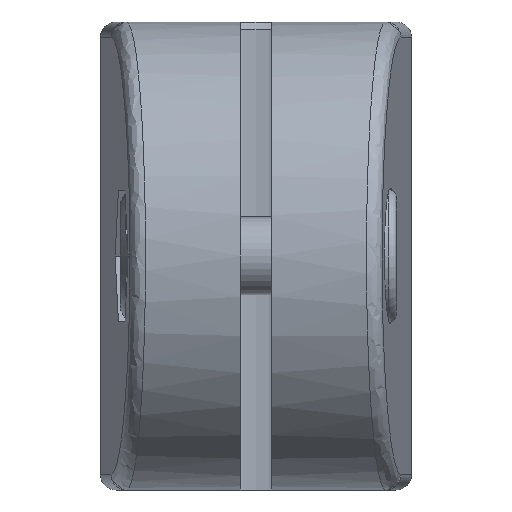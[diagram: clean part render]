
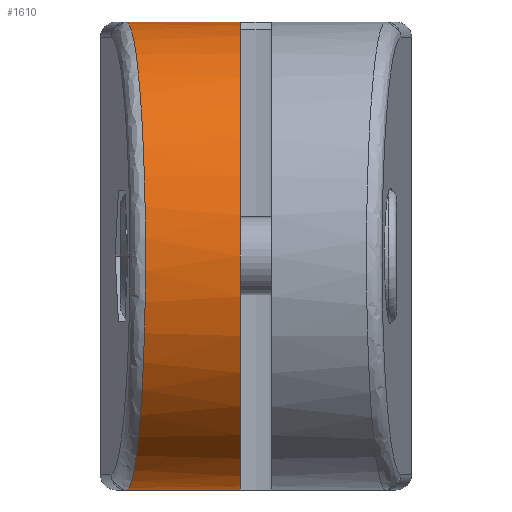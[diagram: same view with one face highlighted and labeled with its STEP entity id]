
A CAD part, front view. The second image highlights one B-rep face of the part: STEP entity #1610.
In plain terms, the highlighted cylindrical face has radius 15 mm (diameter 30 mm), a partial arc.
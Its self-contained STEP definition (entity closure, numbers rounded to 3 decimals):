
#26=CYLINDRICAL_SURFACE($,#1749,15.);
#56=ELLIPSE($,#1727,15.049,15.);
#121=LINE($,#2398,#229);
#144=LINE($,#2614,#252);
#229=VECTOR($,#1915,7.301);
#252=VECTOR($,#2028,7.301);
#383=FACE_OUTER_BOUND($,#480,.T.);
#480=EDGE_LOOP($,(#1160,#1161,#1162,#1163));
#581=CIRCLE($,#1696,15.);
#680=VERTEX_POINT($,#2342);
#681=VERTEX_POINT($,#2344);
#706=VERTEX_POINT($,#2396);
#728=VERTEX_POINT($,#2515);
#824=EDGE_CURVE($,#681,#680,#581,.T.);
#851=EDGE_CURVE($,#680,#706,#121,.T.);
#887=EDGE_CURVE($,#728,#706,#56,.T.);
#908=EDGE_CURVE($,#728,#681,#144,.T.);
#1160=ORIENTED_EDGE($,*,*,#887,.F.);
#1161=ORIENTED_EDGE($,*,*,#908,.T.);
#1162=ORIENTED_EDGE($,*,*,#824,.T.);
#1163=ORIENTED_EDGE($,*,*,#851,.T.);
#1610=ADVANCED_FACE($,(#383),#26,.T.);
#1696=AXIS2_PLACEMENT_3D($,#2345,#1878,#1879);
#1727=AXIS2_PLACEMENT_3D($,#2573,#1974,#1975);
#1749=AXIS2_PLACEMENT_3D($,#2613,#2026,#2027);
#1878=DIRECTION('center_axis',(-1.,0.,0.));
#1879=DIRECTION('ref_axis',(0.,-0.707,0.707));
#1915=DIRECTION($,(-1.,0.,0.));
#1974=DIRECTION('center_axis',(-0.997,-0.081,0.));
#1975=DIRECTION('ref_axis',(0.081,-0.997,0.));
#2026=DIRECTION('center_axis',(-1.,0.,0.));
#2027=DIRECTION('ref_axis',(0.,-0.707,0.707));
#2028=DIRECTION($,(1.,0.,0.));
#2342=CARTESIAN_POINT('',(-1.,-3.,30.));
#2344=CARTESIAN_POINT('',(-1.,-3.,0.));
#2345=CARTESIAN_POINT('Origin',(-1.,-3.,15.));
#2396=CARTESIAN_POINT('',(-8.301,-3.,30.));
#2398=CARTESIAN_POINT($,(4.,-3.,30.));
#2515=CARTESIAN_POINT('',(-8.301,-3.,0.));
#2573=CARTESIAN_POINT('Origin',(-8.301,-3.,15.));
#2613=CARTESIAN_POINT('Origin',(4.,-3.,15.));
#2614=CARTESIAN_POINT($,(4.,-3.,0.));
